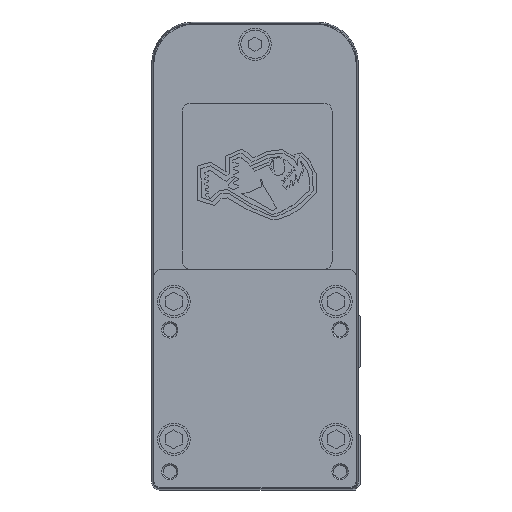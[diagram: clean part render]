
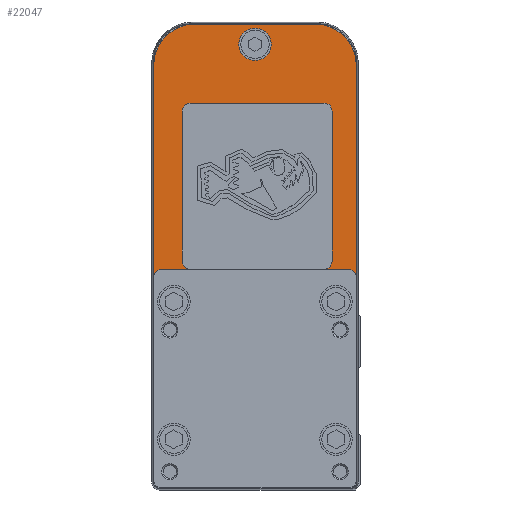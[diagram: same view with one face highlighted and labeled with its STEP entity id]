
A CAD part, left-side view. The second image highlights one B-rep face of the part: STEP entity #22047.
In plain terms, the highlighted planar face has unit normal (-1, 0, 0).
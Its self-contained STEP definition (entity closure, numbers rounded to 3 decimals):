
#237 = PLANE ( 'NONE',  #16781 ) ;
#1106 = ORIENTED_EDGE ( 'NONE', *, *, #18224, .T. ) ;
#1523 = VECTOR ( 'NONE', #21988, 1000. ) ;
#2010 = LINE ( 'NONE', #12069, #6668 ) ;
#2109 = AXIS2_PLACEMENT_3D ( 'NONE', #6705, #14942, #14807 ) ;
#2492 = DIRECTION ( 'NONE',  ( 0., 1., 0. ) ) ;
#2798 = VERTEX_POINT ( 'NONE', #17937 ) ;
#2819 = ORIENTED_EDGE ( 'NONE', *, *, #8896, .F. ) ;
#2908 = CARTESIAN_POINT ( 'NONE',  ( -45., -7., 25. ) ) ;
#3001 = ORIENTED_EDGE ( 'NONE', *, *, #18232, .F. ) ;
#3390 = VECTOR ( 'NONE', #10372, 1000. ) ;
#3831 = EDGE_CURVE ( 'NONE', #20445, #13325, #8450, .T. ) ;
#3862 = CARTESIAN_POINT ( 'NONE',  ( -45., -64.5, 0. ) ) ;
#4010 = CARTESIAN_POINT ( 'NONE',  ( -45., -64.5, -4. ) ) ;
#4082 = FACE_BOUND ( 'NONE', #20439, .T. ) ;
#4413 = CARTESIAN_POINT ( 'NONE',  ( -45., -69.5, 14.75 ) ) ;
#5173 = AXIS2_PLACEMENT_3D ( 'NONE', #3862, #20037, #11939 ) ;
#5204 = CARTESIAN_POINT ( 'NONE',  ( -45., -59.25, -14.75 ) ) ;
#5908 = DIRECTION ( 'NONE',  ( 0., 0., -1. ) ) ;
#5950 = AXIS2_PLACEMENT_3D ( 'NONE', #13273, #11403, #23878 ) ;
#6002 = LINE ( 'NONE', #4413, #3390 ) ;
#6062 = FACE_OUTER_BOUND ( 'NONE', #14532, .T. ) ;
#6668 = VECTOR ( 'NONE', #26115, 1000. ) ;
#6705 = CARTESIAN_POINT ( 'NONE',  ( -45., -59.25, 14.75 ) ) ;
#7749 = ORIENTED_EDGE ( 'NONE', *, *, #23203, .F. ) ;
#7782 = CARTESIAN_POINT ( 'NONE',  ( -45., -59.25, -25. ) ) ;
#7796 = EDGE_CURVE ( 'NONE', #2798, #17044, #11051, .T. ) ;
#7899 = ORIENTED_EDGE ( 'NONE', *, *, #17833, .F. ) ;
#7901 = CARTESIAN_POINT ( 'NONE',  ( -45., -7., -25. ) ) ;
#8450 = CIRCLE ( 'NONE', #8888, 10.25 ) ;
#8569 = DIRECTION ( 'NONE',  ( 1., 0., 0. ) ) ;
#8888 = AXIS2_PLACEMENT_3D ( 'NONE', #5204, #11561, #9542 ) ;
#8896 = EDGE_CURVE ( 'NONE', #24925, #15621, #11237, .T. ) ;
#9311 = EDGE_CURVE ( 'NONE', #15621, #25671, #18194, .T. ) ;
#9536 = CIRCLE ( 'NONE', #24384, 2. ) ;
#9542 = DIRECTION ( 'NONE',  ( 0., 0., -1. ) ) ;
#9610 = CIRCLE ( 'NONE', #24456, 4. ) ;
#9680 = VECTOR ( 'NONE', #20814, 1000. ) ;
#10008 = CARTESIAN_POINT ( 'NONE',  ( -45., -9., 23. ) ) ;
#10372 = DIRECTION ( 'NONE',  ( 0., 0., -1. ) ) ;
#10655 = VERTEX_POINT ( 'NONE', #11606 ) ;
#11051 = CIRCLE ( 'NONE', #5950, 2. ) ;
#11108 = CARTESIAN_POINT ( 'NONE',  ( -45., -64.5, 0. ) ) ;
#11237 = LINE ( 'NONE', #2908, #9680 ) ;
#11403 = DIRECTION ( 'NONE',  ( 1., 0., 0. ) ) ;
#11561 = DIRECTION ( 'NONE',  ( 1., 0., 0. ) ) ;
#11606 = CARTESIAN_POINT ( 'NONE',  ( -45., -64.5, 4. ) ) ;
#11939 = DIRECTION ( 'NONE',  ( 0., 0., -1. ) ) ;
#12069 = CARTESIAN_POINT ( 'NONE',  ( -45., -9., -23. ) ) ;
#13273 = CARTESIAN_POINT ( 'NONE',  ( -45., -7., -23. ) ) ;
#13325 = VERTEX_POINT ( 'NONE', #22345 ) ;
#13718 = EDGE_CURVE ( 'NONE', #25671, #20445, #6002, .T. ) ;
#14532 = EDGE_LOOP ( 'NONE', ( #1106, #7749, #16774, #3001, #19522, #19855, #21408, #2819 ) ) ;
#14766 = ORIENTED_EDGE ( 'NONE', *, *, #19873, .F. ) ;
#14807 = DIRECTION ( 'NONE',  ( 0., 0., -1. ) ) ;
#14942 = DIRECTION ( 'NONE',  ( 1., 0., 0. ) ) ;
#15241 = DIRECTION ( 'NONE',  ( 1., 0., 0. ) ) ;
#15621 = VERTEX_POINT ( 'NONE', #25834 ) ;
#16774 = ORIENTED_EDGE ( 'NONE', *, *, #7796, .T. ) ;
#16781 = AXIS2_PLACEMENT_3D ( 'NONE', #16808, #8569, #2492 ) ;
#16808 = CARTESIAN_POINT ( 'NONE',  ( -45., -7., 23. ) ) ;
#17044 = VERTEX_POINT ( 'NONE', #7901 ) ;
#17833 = EDGE_CURVE ( 'NONE', #10655, #24115, #22547, .T. ) ;
#17937 = CARTESIAN_POINT ( 'NONE',  ( -45., -9., -23. ) ) ;
#18194 = CIRCLE ( 'NONE', #2109, 10.25 ) ;
#18224 = EDGE_CURVE ( 'NONE', #24925, #22510, #9536, .T. ) ;
#18232 = EDGE_CURVE ( 'NONE', #13325, #17044, #26080, .T. ) ;
#19489 = CARTESIAN_POINT ( 'NONE',  ( -45., -7., 23. ) ) ;
#19522 = ORIENTED_EDGE ( 'NONE', *, *, #3831, .F. ) ;
#19849 = DIRECTION ( 'NONE',  ( -1., 0., 0. ) ) ;
#19855 = ORIENTED_EDGE ( 'NONE', *, *, #13718, .F. ) ;
#19873 = EDGE_CURVE ( 'NONE', #24115, #10655, #9610, .T. ) ;
#20037 = DIRECTION ( 'NONE',  ( -1., 0., 0. ) ) ;
#20439 = EDGE_LOOP ( 'NONE', ( #14766, #7899 ) ) ;
#20445 = VERTEX_POINT ( 'NONE', #20544 ) ;
#20544 = CARTESIAN_POINT ( 'NONE',  ( -45., -69.5, -14.75 ) ) ;
#20814 = DIRECTION ( 'NONE',  ( 0., -1., 0. ) ) ;
#20879 = CARTESIAN_POINT ( 'NONE',  ( -45., -7., 25. ) ) ;
#21408 = ORIENTED_EDGE ( 'NONE', *, *, #9311, .F. ) ;
#21988 = DIRECTION ( 'NONE',  ( 0., 1., 0. ) ) ;
#22047 = ADVANCED_FACE ( 'NONE', ( #6062, #4082 ), #237, .F. ) ;
#22345 = CARTESIAN_POINT ( 'NONE',  ( -45., -59.25, -25. ) ) ;
#22510 = VERTEX_POINT ( 'NONE', #10008 ) ;
#22547 = CIRCLE ( 'NONE', #5173, 4. ) ;
#23203 = EDGE_CURVE ( 'NONE', #2798, #22510, #2010, .T. ) ;
#23343 = DIRECTION ( 'NONE',  ( 0., 0., -1. ) ) ;
#23878 = DIRECTION ( 'NONE',  ( 0., 0., -1. ) ) ;
#24115 = VERTEX_POINT ( 'NONE', #4010 ) ;
#24140 = CARTESIAN_POINT ( 'NONE',  ( -45., -69.5, 14.75 ) ) ;
#24384 = AXIS2_PLACEMENT_3D ( 'NONE', #19489, #15241, #23343 ) ;
#24456 = AXIS2_PLACEMENT_3D ( 'NONE', #11108, #19849, #5908 ) ;
#24925 = VERTEX_POINT ( 'NONE', #20879 ) ;
#25671 = VERTEX_POINT ( 'NONE', #24140 ) ;
#25834 = CARTESIAN_POINT ( 'NONE',  ( -45., -59.25, 25. ) ) ;
#26080 = LINE ( 'NONE', #7782, #1523 ) ;
#26115 = DIRECTION ( 'NONE',  ( 0., 0., 1. ) ) ;
